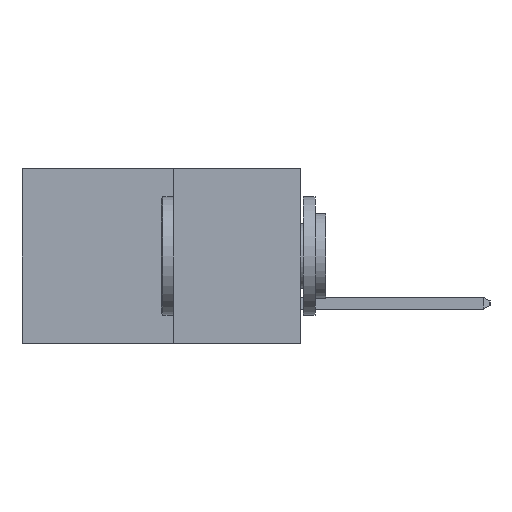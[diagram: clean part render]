
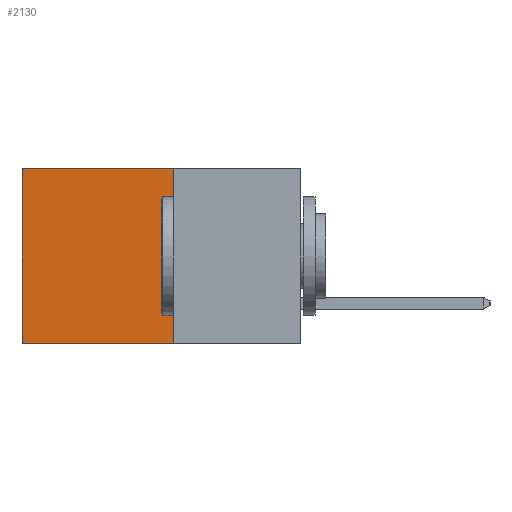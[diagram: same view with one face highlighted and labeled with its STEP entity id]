
A CAD part, left-side view. The second image highlights one B-rep face of the part: STEP entity #2130.
In plain terms, the highlighted planar face has unit normal (-1, 0, 0).
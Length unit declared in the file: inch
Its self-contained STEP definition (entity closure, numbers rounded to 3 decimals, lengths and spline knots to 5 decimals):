
#690 = EDGE_CURVE ( 'NONE', #18500, #8185, #13516, .T. ) ;
#838 = CARTESIAN_POINT ( 'NONE',  ( 0.277, 0.59, -0.37 ) ) ;
#896 = ORIENTED_EDGE ( 'NONE', *, *, #20372, .T. ) ;
#1797 = FACE_OUTER_BOUND ( 'NONE', #11962, .T. ) ;
#2130 = ADVANCED_FACE ( 'NONE', ( #1797 ), #5420, .F. ) ;
#2765 = VERTEX_POINT ( 'NONE', #18654 ) ;
#4331 = CARTESIAN_POINT ( 'NONE',  ( 0.277, 0.27, -0.37 ) ) ;
#4349 = ORIENTED_EDGE ( 'NONE', *, *, #690, .F. ) ;
#4725 = ORIENTED_EDGE ( 'NONE', *, *, #9468, .T. ) ;
#5420 = PLANE ( 'NONE',  #13069 ) ;
#5874 = VECTOR ( 'NONE', #19430, 39.37008 ) ;
#7335 = CARTESIAN_POINT ( 'NONE',  ( 0.277, 0.27, -0.37 ) ) ;
#7776 = CARTESIAN_POINT ( 'NONE',  ( 0.277, 0.27, -0.37 ) ) ;
#8185 = VERTEX_POINT ( 'NONE', #13098 ) ;
#8353 = VECTOR ( 'NONE', #14779, 39.37008 ) ;
#9404 = ORIENTED_EDGE ( 'NONE', *, *, #17590, .F. ) ;
#9460 = DIRECTION ( 'NONE',  ( 0., 0., -1. ) ) ;
#9468 = EDGE_CURVE ( 'NONE', #2765, #16331, #12802, .T. ) ;
#9660 = CARTESIAN_POINT ( 'NONE',  ( 0.277, 0.27, 0. ) ) ;
#9731 = CARTESIAN_POINT ( 'NONE',  ( 0.277, 0.59, 0. ) ) ;
#10318 = LINE ( 'NONE', #838, #5874 ) ;
#10903 = DIRECTION ( 'NONE',  ( 0., 1., 0. ) ) ;
#11709 = CARTESIAN_POINT ( 'NONE',  ( 0.277, 0.27, -0.37 ) ) ;
#11962 = EDGE_LOOP ( 'NONE', ( #896, #4349, #9404, #4725 ) ) ;
#12802 = LINE ( 'NONE', #9660, #8353 ) ;
#12970 = VECTOR ( 'NONE', #10903, 39.37008 ) ;
#13069 = AXIS2_PLACEMENT_3D ( 'NONE', #7335, #15186, #13560 ) ;
#13098 = CARTESIAN_POINT ( 'NONE',  ( 0.277, 0.59, -0.37 ) ) ;
#13516 = LINE ( 'NONE', #4331, #12970 ) ;
#13560 = DIRECTION ( 'NONE',  ( 0., 0., -1. ) ) ;
#13859 = LINE ( 'NONE', #7776, #17819 ) ;
#14779 = DIRECTION ( 'NONE',  ( 0., 1., 0. ) ) ;
#15186 = DIRECTION ( 'NONE',  ( 1., 0., 0. ) ) ;
#16331 = VERTEX_POINT ( 'NONE', #9731 ) ;
#17590 = EDGE_CURVE ( 'NONE', #2765, #18500, #13859, .T. ) ;
#17819 = VECTOR ( 'NONE', #9460, 39.37008 ) ;
#18500 = VERTEX_POINT ( 'NONE', #11709 ) ;
#18654 = CARTESIAN_POINT ( 'NONE',  ( 0.277, 0.27, 0. ) ) ;
#19430 = DIRECTION ( 'NONE',  ( 0., 0., -1. ) ) ;
#20372 = EDGE_CURVE ( 'NONE', #16331, #8185, #10318, .T. ) ;
